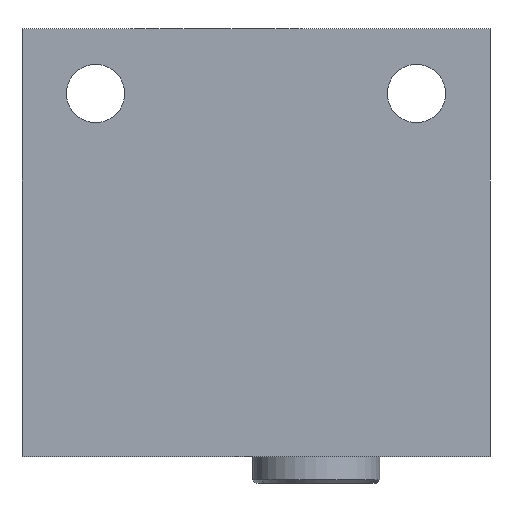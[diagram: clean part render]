
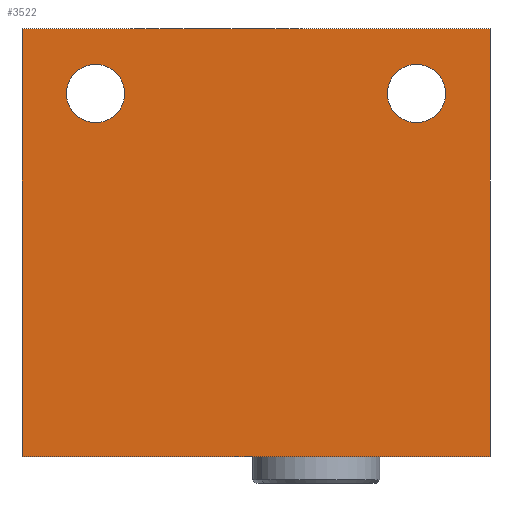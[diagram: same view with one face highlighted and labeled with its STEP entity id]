
A CAD part, left-side view. The second image highlights one B-rep face of the part: STEP entity #3522.
In plain terms, the highlighted planar face has unit normal (-1, 0, 0).
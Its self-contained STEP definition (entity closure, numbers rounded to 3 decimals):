
#53 = VERTEX_POINT ( 'NONE', #888 ) ;
#268 = CARTESIAN_POINT ( 'NONE',  ( 0., -11., -5.35 ) ) ;
#387 = CIRCLE ( 'NONE', #9477, 4.35 ) ;
#548 = ORIENTED_EDGE ( 'NONE', *, *, #4118, .F. ) ;
#854 = EDGE_CURVE ( 'NONE', #11197, #4228, #12342, .T. ) ;
#860 = CARTESIAN_POINT ( 'NONE',  ( 0., -70., -64. ) ) ;
#888 = CARTESIAN_POINT ( 'NONE',  ( 0., -70., 0. ) ) ;
#963 = DIRECTION ( 'NONE',  ( 0., 1., 0. ) ) ;
#1089 = ORIENTED_EDGE ( 'NONE', *, *, #9892, .T. ) ;
#1524 = VECTOR ( 'NONE', #3022, 1000. ) ;
#1616 = CIRCLE ( 'NONE', #1707, 4.35 ) ;
#1707 = AXIS2_PLACEMENT_3D ( 'NONE', #9276, #2731, #6721 ) ;
#1861 = DIRECTION ( 'NONE',  ( 1., 0., 0. ) ) ;
#2391 = LINE ( 'NONE', #10392, #6611 ) ;
#2731 = DIRECTION ( 'NONE',  ( 1., 0., 0. ) ) ;
#3022 = DIRECTION ( 'NONE',  ( 0., -1., 0. ) ) ;
#3241 = VECTOR ( 'NONE', #12105, 1000. ) ;
#3364 = LINE ( 'NONE', #5491, #1524 ) ;
#3494 = PLANE ( 'NONE',  #12010 ) ;
#3522 = ADVANCED_FACE ( 'NONE', ( #10477, #10884, #3603 ), #3494, .F. ) ;
#3603 = FACE_OUTER_BOUND ( 'NONE', #4547, .T. ) ;
#3762 = VERTEX_POINT ( 'NONE', #15594 ) ;
#3924 = EDGE_LOOP ( 'NONE', ( #6544, #4819 ) ) ;
#4005 = ORIENTED_EDGE ( 'NONE', *, *, #6739, .F. ) ;
#4118 = EDGE_CURVE ( 'NONE', #53, #11197, #2391, .T. ) ;
#4228 = VERTEX_POINT ( 'NONE', #9490 ) ;
#4321 = CARTESIAN_POINT ( 'NONE',  ( 0., 0., 0. ) ) ;
#4457 = DIRECTION ( 'NONE',  ( 0., 0., -1. ) ) ;
#4547 = EDGE_LOOP ( 'NONE', ( #4005, #10921, #9563, #548 ) ) ;
#4819 = ORIENTED_EDGE ( 'NONE', *, *, #13241, .T. ) ;
#4869 = VECTOR ( 'NONE', #963, 1000. ) ;
#4906 = VERTEX_POINT ( 'NONE', #9687 ) ;
#5476 = CIRCLE ( 'NONE', #7313, 4.35 ) ;
#5491 = CARTESIAN_POINT ( 'NONE',  ( 0., 0., 0. ) ) ;
#5621 = VERTEX_POINT ( 'NONE', #268 ) ;
#5949 = DIRECTION ( 'NONE',  ( 0., 0., -1. ) ) ;
#6502 = ORIENTED_EDGE ( 'NONE', *, *, #11526, .T. ) ;
#6544 = ORIENTED_EDGE ( 'NONE', *, *, #15922, .T. ) ;
#6611 = VECTOR ( 'NONE', #15462, 1000. ) ;
#6721 = DIRECTION ( 'NONE',  ( 0., 0., -1. ) ) ;
#6739 = EDGE_CURVE ( 'NONE', #4906, #53, #3364, .T. ) ;
#7015 = CIRCLE ( 'NONE', #8775, 4.35 ) ;
#7313 = AXIS2_PLACEMENT_3D ( 'NONE', #12145, #1861, #4457 ) ;
#7361 = EDGE_LOOP ( 'NONE', ( #1089, #6502 ) ) ;
#8501 = DIRECTION ( 'NONE',  ( 1., 0., 0. ) ) ;
#8775 = AXIS2_PLACEMENT_3D ( 'NONE', #14984, #9740, #5949 ) ;
#9192 = DIRECTION ( 'NONE',  ( 0., 0., -1. ) ) ;
#9276 = CARTESIAN_POINT ( 'NONE',  ( 0., -11., -9.7 ) ) ;
#9477 = AXIS2_PLACEMENT_3D ( 'NONE', #13205, #10430, #9192 ) ;
#9490 = CARTESIAN_POINT ( 'NONE',  ( 0., 0., -64. ) ) ;
#9563 = ORIENTED_EDGE ( 'NONE', *, *, #854, .F. ) ;
#9687 = CARTESIAN_POINT ( 'NONE',  ( 0., 0., 0. ) ) ;
#9740 = DIRECTION ( 'NONE',  ( 1., 0., 0. ) ) ;
#9892 = EDGE_CURVE ( 'NONE', #15587, #5621, #5476, .T. ) ;
#10392 = CARTESIAN_POINT ( 'NONE',  ( 0., -70., 0. ) ) ;
#10430 = DIRECTION ( 'NONE',  ( 1., 0., 0. ) ) ;
#10477 = FACE_BOUND ( 'NONE', #3924, .T. ) ;
#10884 = FACE_BOUND ( 'NONE', #7361, .T. ) ;
#10918 = EDGE_CURVE ( 'NONE', #4228, #4906, #14342, .T. ) ;
#10921 = ORIENTED_EDGE ( 'NONE', *, *, #10918, .F. ) ;
#11197 = VERTEX_POINT ( 'NONE', #860 ) ;
#11526 = EDGE_CURVE ( 'NONE', #5621, #15587, #1616, .T. ) ;
#12010 = AXIS2_PLACEMENT_3D ( 'NONE', #16430, #8501, #14995 ) ;
#12105 = DIRECTION ( 'NONE',  ( 0., 0., 1. ) ) ;
#12145 = CARTESIAN_POINT ( 'NONE',  ( 0., -11., -9.7 ) ) ;
#12155 = CARTESIAN_POINT ( 'NONE',  ( 0., -59., -14.05 ) ) ;
#12342 = LINE ( 'NONE', #12584, #4869 ) ;
#12554 = VERTEX_POINT ( 'NONE', #12155 ) ;
#12584 = CARTESIAN_POINT ( 'NONE',  ( 0., 0., -64. ) ) ;
#12729 = CARTESIAN_POINT ( 'NONE',  ( 0., -11., -14.05 ) ) ;
#13205 = CARTESIAN_POINT ( 'NONE',  ( 0., -59., -9.7 ) ) ;
#13241 = EDGE_CURVE ( 'NONE', #3762, #12554, #387, .T. ) ;
#14342 = LINE ( 'NONE', #4321, #3241 ) ;
#14984 = CARTESIAN_POINT ( 'NONE',  ( 0., -59., -9.7 ) ) ;
#14995 = DIRECTION ( 'NONE',  ( 0., 0., -1. ) ) ;
#15462 = DIRECTION ( 'NONE',  ( 0., 0., -1. ) ) ;
#15587 = VERTEX_POINT ( 'NONE', #12729 ) ;
#15594 = CARTESIAN_POINT ( 'NONE',  ( 0., -59., -5.35 ) ) ;
#15922 = EDGE_CURVE ( 'NONE', #12554, #3762, #7015, .T. ) ;
#16430 = CARTESIAN_POINT ( 'NONE',  ( 0., -70., 0. ) ) ;
